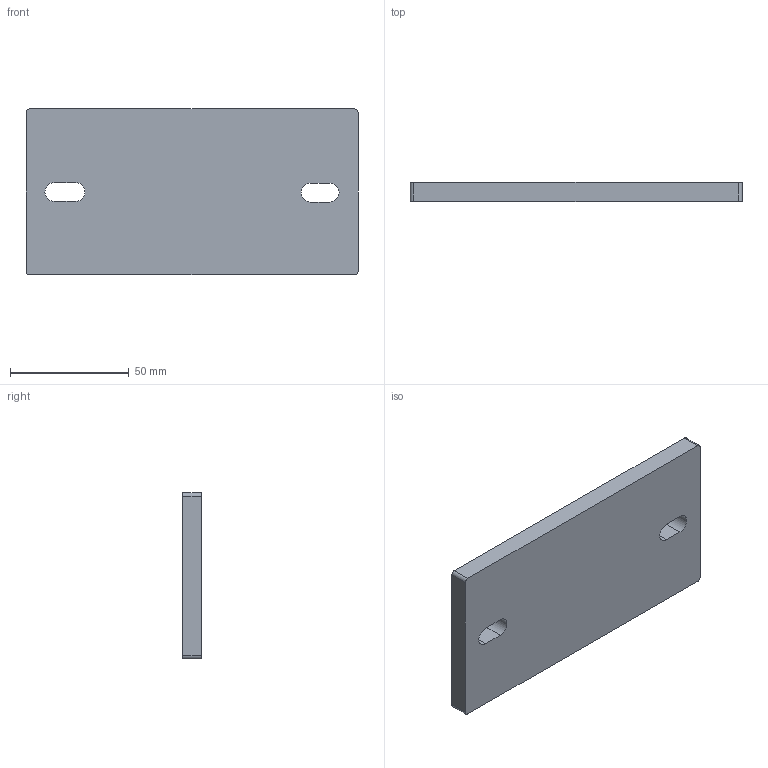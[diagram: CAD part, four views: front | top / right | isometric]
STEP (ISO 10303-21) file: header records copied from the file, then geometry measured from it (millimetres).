
FILE_DESCRIPTION (( 'STEP AP203' ), '1' );
FILE_NAME ('3D_R173-SO_140x70_173311580.STEP', '2024-08-21T17:13:05', ( '' ), ( '' ), 'SwSTEP 2.0', 'SolidWorks 2024', '' );
FILE_SCHEMA (( 'CONFIG_CONTROL_DESIGN' ));
Length unit declared in the file: millimetre
Products named in the file (1): 3D_R173-SO_140x70_173311580
Bounding box: 140 x 8 x 70 mm (x, y, z)
Volume: 76488.5 mm3; surface area: 23281.2 mm2
Topology: 1 solids, 1 shells, 38 faces, 96 edges, 64 vertices
Faces by surface type: plane 30, cylinder 8
Entity records: 1221 total; most frequent: CARTESIAN_POINT 199, ORIENTED_EDGE 192, DIRECTION 190, EDGE_CURVE 96, LINE 80, VECTOR 80, VERTEX_POINT 64, AXIS2_PLACEMENT_3D 55
